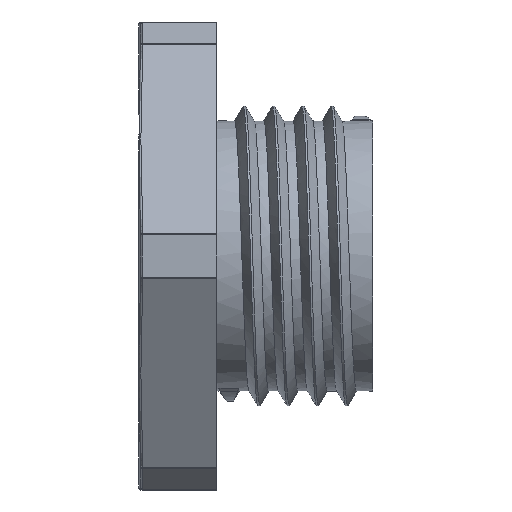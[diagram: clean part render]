
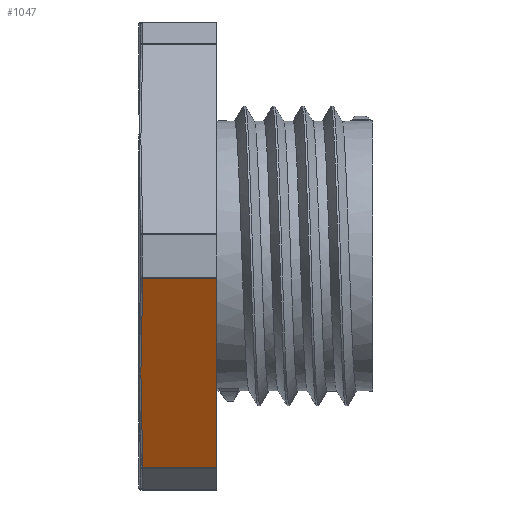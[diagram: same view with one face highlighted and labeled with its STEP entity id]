
A CAD part, front view. The second image highlights one B-rep face of the part: STEP entity #1047.
In plain terms, the highlighted planar face has unit normal (0, -0.866, -0.5).
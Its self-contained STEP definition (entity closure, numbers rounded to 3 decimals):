
#26=PLANE('',#1145);
#56=B_SPLINE_CURVE_WITH_KNOTS('',3,(#1785,#1786,#1787,#1788),
 .UNSPECIFIED.,.F.,.F.,(4,4),(0.204,1.325),
 .UNSPECIFIED.);
#131=FACE_OUTER_BOUND('',#203,.T.);
#203=EDGE_LOOP('',(#751,#752,#753,#754));
#275=LINE('',#1744,#319);
#279=LINE('',#1790,#323);
#280=LINE('',#1791,#324);
#319=VECTOR('',#1298,10.);
#323=VECTOR('',#1326,10.);
#324=VECTOR('',#1327,10.);
#452=VERTEX_POINT('',#1737);
#455=VERTEX_POINT('',#1742);
#460=VERTEX_POINT('',#1784);
#461=VERTEX_POINT('',#1789);
#560=EDGE_CURVE('',#455,#452,#275,.T.);
#571=EDGE_CURVE('',#460,#455,#56,.T.);
#572=EDGE_CURVE('',#461,#460,#279,.T.);
#573=EDGE_CURVE('',#452,#461,#280,.T.);
#751=ORIENTED_EDGE('',*,*,#560,.F.);
#752=ORIENTED_EDGE('',*,*,#571,.F.);
#753=ORIENTED_EDGE('',*,*,#572,.F.);
#754=ORIENTED_EDGE('',*,*,#573,.F.);
#1047=ADVANCED_FACE('',(#131),#26,.F.);
#1145=AXIS2_PLACEMENT_3D('',#1783,#1324,#1325);
#1298=DIRECTION('',(1.,0.,0.));
#1324=DIRECTION('center_axis',(0.,0.866,0.5));
#1325=DIRECTION('ref_axis',(0.,-0.5,0.866));
#1326=DIRECTION('',(-1.,0.,0.));
#1327=DIRECTION('',(0.,0.5,-0.866));
#1737=CARTESIAN_POINT('',(-8.,-13.194,-1.148));
#1742=CARTESIAN_POINT('',(-11.808,-13.194,-1.148));
#1744=CARTESIAN_POINT('',(-12.,-13.194,-1.148));
#1783=CARTESIAN_POINT('Origin',(-12.,-7.577,-10.876));
#1784=CARTESIAN_POINT('',(-11.808,-7.591,-10.852));
#1785=CARTESIAN_POINT('Ctrl Pts',(-11.808,-7.591,-10.852));
#1786=CARTESIAN_POINT('Ctrl Pts',(-11.935,-9.458,-7.619));
#1787=CARTESIAN_POINT('Ctrl Pts',(-11.935,-11.327,-4.381));
#1788=CARTESIAN_POINT('Ctrl Pts',(-11.808,-13.194,-1.148));
#1789=CARTESIAN_POINT('',(-8.,-7.591,-10.852));
#1790=CARTESIAN_POINT('',(-12.,-7.591,-10.852));
#1791=CARTESIAN_POINT('',(-8.,-8.119,-9.937));
